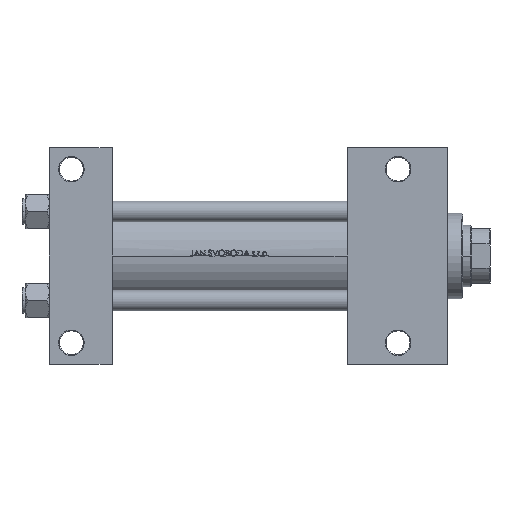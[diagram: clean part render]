
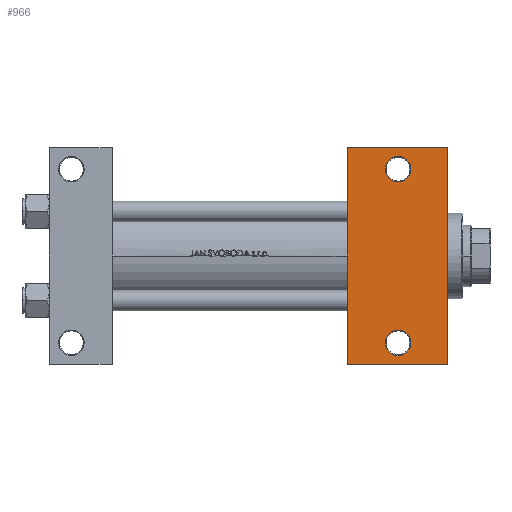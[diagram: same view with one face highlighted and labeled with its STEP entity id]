
A CAD part, front view. The second image highlights one B-rep face of the part: STEP entity #966.
In plain terms, the highlighted face is planar.
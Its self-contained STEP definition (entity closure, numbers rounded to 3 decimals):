
#966 = ADVANCED_FACE ( 'NONE', ( #8270, #26563, #44875 ), #4195, .T. ) ;
#1161 = EDGE_LOOP ( 'NONE', ( #35965, #25751, #36614, #34204 ) ) ;
#2171 = AXIS2_PLACEMENT_3D ( 'NONE', #24880, #39091, #31865 ) ;
#2745 = DIRECTION ( 'NONE',  ( 0., -1., 0. ) ) ;
#2878 = VECTOR ( 'NONE', #39514, 1000. ) ;
#3215 = CARTESIAN_POINT ( 'NONE',  ( 234., 37.5, -37.5 ) ) ;
#4195 = PLANE ( 'NONE',  #19819 ) ;
#4558 = DIRECTION ( 'NONE',  ( -1., 0., 0. ) ) ;
#4689 = DIRECTION ( 'NONE',  ( -1., 0., 0. ) ) ;
#5272 = EDGE_CURVE ( 'NONE', #46244, #29866, #40393, .T. ) ;
#5438 = VERTEX_POINT ( 'NONE', #38952 ) ;
#6011 = CIRCLE ( 'NONE', #2171, 7.5 ) ;
#6211 = LINE ( 'NONE', #34846, #19796 ) ;
#7758 = EDGE_CURVE ( 'NONE', #5438, #42858, #33550, .T. ) ;
#8038 = DIRECTION ( 'NONE',  ( -1., 0., 0. ) ) ;
#8118 = CARTESIAN_POINT ( 'NONE',  ( 175., -63.5, -37.5 ) ) ;
#8270 = FACE_BOUND ( 'NONE', #10680, .T. ) ;
#10155 = LINE ( 'NONE', #24838, #2878 ) ;
#10680 = EDGE_LOOP ( 'NONE', ( #16281, #41881 ) ) ;
#10853 = EDGE_CURVE ( 'NONE', #29866, #46244, #6011, .T. ) ;
#10871 = VECTOR ( 'NONE', #15895, 1000. ) ;
#12470 = VERTEX_POINT ( 'NONE', #17787 ) ;
#12825 = EDGE_CURVE ( 'NONE', #12470, #26044, #10155, .T. ) ;
#13476 = CARTESIAN_POINT ( 'NONE',  ( 205., 51., -37.5 ) ) ;
#14289 = EDGE_CURVE ( 'NONE', #40760, #21396, #6211, .T. ) ;
#14553 = EDGE_LOOP ( 'NONE', ( #37029, #42600 ) ) ;
#15895 = DIRECTION ( 'NONE',  ( 0., -1., 0. ) ) ;
#16281 = ORIENTED_EDGE ( 'NONE', *, *, #7758, .T. ) ;
#17063 = DIRECTION ( 'NONE',  ( -1., 0., 0. ) ) ;
#17321 = DIRECTION ( 'NONE',  ( 0., 0., 1. ) ) ;
#17787 = CARTESIAN_POINT ( 'NONE',  ( 175., 63.5, -37.5 ) ) ;
#18841 = CARTESIAN_POINT ( 'NONE',  ( 212.5, 51., -37.5 ) ) ;
#19796 = VECTOR ( 'NONE', #17063, 1000. ) ;
#19819 = AXIS2_PLACEMENT_3D ( 'NONE', #41245, #47550, #8038 ) ;
#21242 = AXIS2_PLACEMENT_3D ( 'NONE', #22747, #37648, #4689 ) ;
#21396 = VERTEX_POINT ( 'NONE', #8118 ) ;
#22747 = CARTESIAN_POINT ( 'NONE',  ( 205., 51., -37.5 ) ) ;
#23394 = CARTESIAN_POINT ( 'NONE',  ( 234., -63.5, -37.5 ) ) ;
#24838 = CARTESIAN_POINT ( 'NONE',  ( 175., 63.5, -37.5 ) ) ;
#24880 = CARTESIAN_POINT ( 'NONE',  ( 205., -51., -37.5 ) ) ;
#25751 = ORIENTED_EDGE ( 'NONE', *, *, #12825, .T. ) ;
#26044 = VERTEX_POINT ( 'NONE', #31303 ) ;
#26563 = FACE_BOUND ( 'NONE', #14553, .T. ) ;
#27056 = AXIS2_PLACEMENT_3D ( 'NONE', #13476, #17321, #35612 ) ;
#27569 = EDGE_CURVE ( 'NONE', #12470, #21396, #30333, .T. ) ;
#27839 = CARTESIAN_POINT ( 'NONE',  ( 197.5, -51., -37.5 ) ) ;
#28547 = EDGE_CURVE ( 'NONE', #42858, #5438, #41614, .T. ) ;
#29866 = VERTEX_POINT ( 'NONE', #27839 ) ;
#30333 = LINE ( 'NONE', #30801, #10871 ) ;
#30801 = CARTESIAN_POINT ( 'NONE',  ( 175., 37.5, -37.5 ) ) ;
#31303 = CARTESIAN_POINT ( 'NONE',  ( 234., 63.5, -37.5 ) ) ;
#31865 = DIRECTION ( 'NONE',  ( -1., 0., 0. ) ) ;
#32340 = CARTESIAN_POINT ( 'NONE',  ( 212.5, -51., -37.5 ) ) ;
#33550 = CIRCLE ( 'NONE', #21242, 7.5 ) ;
#34204 = ORIENTED_EDGE ( 'NONE', *, *, #14289, .T. ) ;
#34846 = CARTESIAN_POINT ( 'NONE',  ( 175., -63.5, -37.5 ) ) ;
#35612 = DIRECTION ( 'NONE',  ( -1., 0., 0. ) ) ;
#35965 = ORIENTED_EDGE ( 'NONE', *, *, #27569, .F. ) ;
#36614 = ORIENTED_EDGE ( 'NONE', *, *, #37065, .T. ) ;
#37029 = ORIENTED_EDGE ( 'NONE', *, *, #10853, .T. ) ;
#37065 = EDGE_CURVE ( 'NONE', #26044, #40760, #40030, .T. ) ;
#37648 = DIRECTION ( 'NONE',  ( 0., 0., 1. ) ) ;
#38855 = AXIS2_PLACEMENT_3D ( 'NONE', #41846, #42086, #4558 ) ;
#38952 = CARTESIAN_POINT ( 'NONE',  ( 197.5, 51., -37.5 ) ) ;
#39091 = DIRECTION ( 'NONE',  ( 0., 0., 1. ) ) ;
#39514 = DIRECTION ( 'NONE',  ( 1., 0., 0. ) ) ;
#40030 = LINE ( 'NONE', #3215, #46864 ) ;
#40393 = CIRCLE ( 'NONE', #38855, 7.5 ) ;
#40760 = VERTEX_POINT ( 'NONE', #23394 ) ;
#41245 = CARTESIAN_POINT ( 'NONE',  ( 234., 37.5, -37.5 ) ) ;
#41614 = CIRCLE ( 'NONE', #27056, 7.5 ) ;
#41846 = CARTESIAN_POINT ( 'NONE',  ( 205., -51., -37.5 ) ) ;
#41881 = ORIENTED_EDGE ( 'NONE', *, *, #28547, .T. ) ;
#42086 = DIRECTION ( 'NONE',  ( 0., 0., 1. ) ) ;
#42600 = ORIENTED_EDGE ( 'NONE', *, *, #5272, .T. ) ;
#42858 = VERTEX_POINT ( 'NONE', #18841 ) ;
#44875 = FACE_OUTER_BOUND ( 'NONE', #1161, .T. ) ;
#46244 = VERTEX_POINT ( 'NONE', #32340 ) ;
#46864 = VECTOR ( 'NONE', #2745, 1000. ) ;
#47550 = DIRECTION ( 'NONE',  ( 0., 0., -1. ) ) ;
